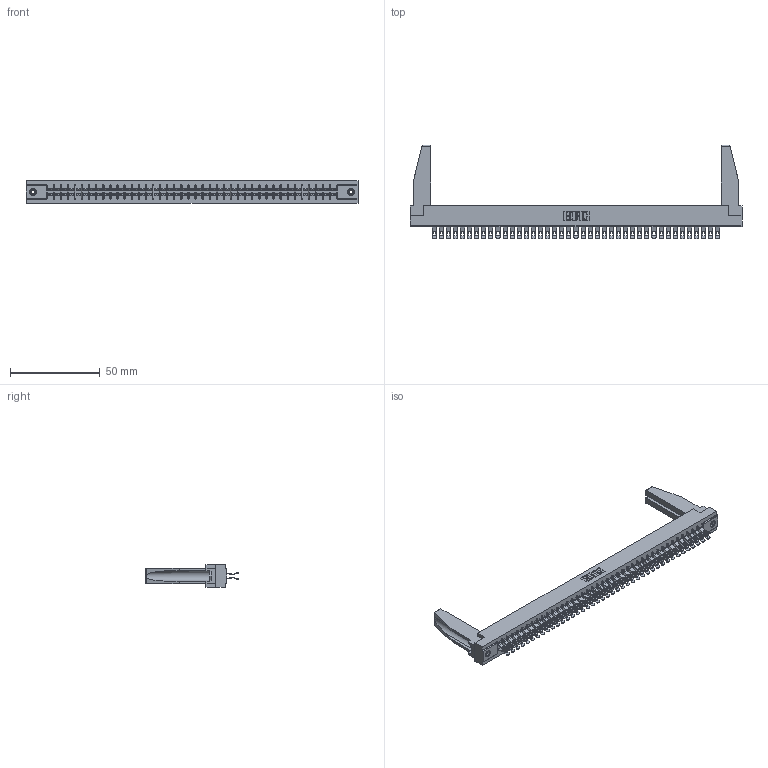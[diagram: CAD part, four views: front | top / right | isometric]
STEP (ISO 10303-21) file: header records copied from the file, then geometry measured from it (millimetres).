
FILE_DESCRIPTION (( 'STEP AP203' ), '1' );
FILE_NAME ('355-082-555-578.STEP', '2019-09-13T15:29:39', ( '' ), ( '' ), 'SwSTEP 2.0', 'SolidWorks 2016', '' );
FILE_SCHEMA (( 'CONFIG_CONTROL_DESIGN' ));
Length unit declared in the file: inch
Products named in the file (5): 307-220-078; 305 Part_.156 Dia; 355-082-555-578; 305-290-001_555; 345-250-001_345-250-001-102
Assembly tree (87 placements, depth 2):
  355-082-555-578
    305 Part_.156 Dia
    305-290-001_555  x82
    345-250-001_345-250-001-102  x2
    307-220-078  x2
Bounding box: 185.47 x 52.45 x 12.7 mm (x, y, z)
Volume: 23012.1 mm3; surface area: 30450.7 mm2
Topology: 87 solids, 87 shells, 5658 faces, 16841 edges, 10998 vertices
Faces by surface type: plane 2776, cylinder 2702, sphere 164, cone 12, torus 4
Entity records: 47577 total; most frequent: CARTESIAN_POINT 7897, ORIENTED_EDGE 7788, DIRECTION 7592, EDGE_CURVE 3894, LINE 3126, VECTOR 3126, VERTEX_POINT 2480, AXIS2_PLACEMENT_3D 2233
